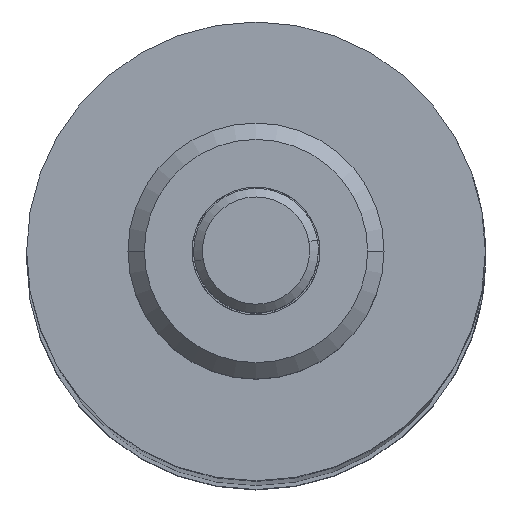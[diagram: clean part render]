
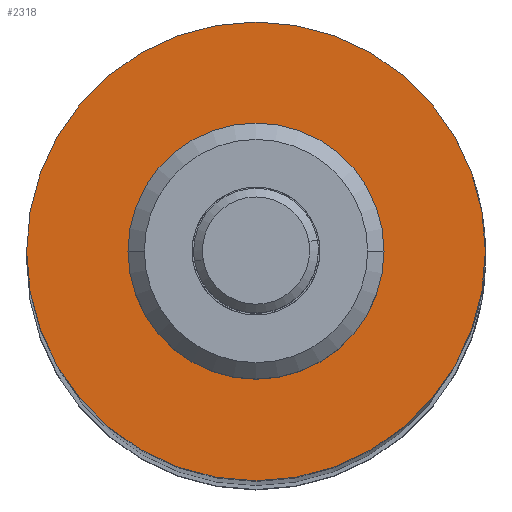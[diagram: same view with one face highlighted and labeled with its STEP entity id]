
A CAD part, top view. The second image highlights one B-rep face of the part: STEP entity #2318.
In plain terms, the highlighted face is planar.
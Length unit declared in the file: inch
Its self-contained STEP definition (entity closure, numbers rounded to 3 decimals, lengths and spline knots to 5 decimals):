
#25 = CIRCLE ( 'NONE', #728, 0.56 ) ;
#88 = EDGE_CURVE ( 'NONE', #1028, #2207, #2443, .T. ) ;
#113 = DIRECTION ( 'NONE',  ( 0., 0., 1. ) ) ;
#124 = EDGE_CURVE ( 'NONE', #2207, #1028, #25, .T. ) ;
#314 = DIRECTION ( 'NONE',  ( -1., 0., 0. ) ) ;
#321 = FACE_OUTER_BOUND ( 'NONE', #886, .T. ) ;
#374 = ORIENTED_EDGE ( 'NONE', *, *, #124, .T. ) ;
#659 = VERTEX_POINT ( 'NONE', #2568 ) ;
#728 = AXIS2_PLACEMENT_3D ( 'NONE', #2909, #1509, #113 ) ;
#791 = DIRECTION ( 'NONE',  ( 0., 0., -1. ) ) ;
#886 = EDGE_LOOP ( 'NONE', ( #1898, #374 ) ) ;
#933 = CIRCLE ( 'NONE', #1474, 0.31125 ) ;
#1026 = CARTESIAN_POINT ( 'NONE',  ( 0.62, 0., 0. ) ) ;
#1028 = VERTEX_POINT ( 'NONE', #1847 ) ;
#1244 = CARTESIAN_POINT ( 'NONE',  ( 0.62, 0., 0. ) ) ;
#1253 = DIRECTION ( 'NONE',  ( 0., 0., 1. ) ) ;
#1271 = EDGE_LOOP ( 'NONE', ( #1500, #2268 ) ) ;
#1474 = AXIS2_PLACEMENT_3D ( 'NONE', #1714, #314, #1952 ) ;
#1477 = CIRCLE ( 'NONE', #1802, 0.31125 ) ;
#1479 = DIRECTION ( 'NONE',  ( 0., 0., 1. ) ) ;
#1500 = ORIENTED_EDGE ( 'NONE', *, *, #2304, .F. ) ;
#1509 = DIRECTION ( 'NONE',  ( -1., 0., 0. ) ) ;
#1510 = AXIS2_PLACEMENT_3D ( 'NONE', #1026, #2664, #1253 ) ;
#1661 = CARTESIAN_POINT ( 'NONE',  ( 0.62, 0., -0.56 ) ) ;
#1714 = CARTESIAN_POINT ( 'NONE',  ( 0.62, 0., 0. ) ) ;
#1727 = CARTESIAN_POINT ( 'NONE',  ( 0.62, 0.56, 0. ) ) ;
#1802 = AXIS2_PLACEMENT_3D ( 'NONE', #1244, #2884, #1479 ) ;
#1847 = CARTESIAN_POINT ( 'NONE',  ( 0.62, 0., 0.56 ) ) ;
#1883 = VERTEX_POINT ( 'NONE', #2885 ) ;
#1898 = ORIENTED_EDGE ( 'NONE', *, *, #88, .T. ) ;
#1952 = DIRECTION ( 'NONE',  ( 0., 0., 1. ) ) ;
#2107 = FACE_BOUND ( 'NONE', #1271, .T. ) ;
#2197 = DIRECTION ( 'NONE',  ( 1., 0., 0. ) ) ;
#2207 = VERTEX_POINT ( 'NONE', #1661 ) ;
#2268 = ORIENTED_EDGE ( 'NONE', *, *, #2314, .F. ) ;
#2304 = EDGE_CURVE ( 'NONE', #1883, #659, #933, .T. ) ;
#2314 = EDGE_CURVE ( 'NONE', #659, #1883, #1477, .T. ) ;
#2318 = ADVANCED_FACE ( 'NONE', ( #2107, #321 ), #2647, .F. ) ;
#2422 = AXIS2_PLACEMENT_3D ( 'NONE', #1727, #2197, #791 ) ;
#2443 = CIRCLE ( 'NONE', #1510, 0.56 ) ;
#2568 = CARTESIAN_POINT ( 'NONE',  ( 0.62, 0., -0.31125 ) ) ;
#2647 = PLANE ( 'NONE',  #2422 ) ;
#2664 = DIRECTION ( 'NONE',  ( -1., 0., 0. ) ) ;
#2884 = DIRECTION ( 'NONE',  ( -1., 0., 0. ) ) ;
#2885 = CARTESIAN_POINT ( 'NONE',  ( 0.62, 0., 0.31125 ) ) ;
#2909 = CARTESIAN_POINT ( 'NONE',  ( 0.62, 0., 0. ) ) ;
